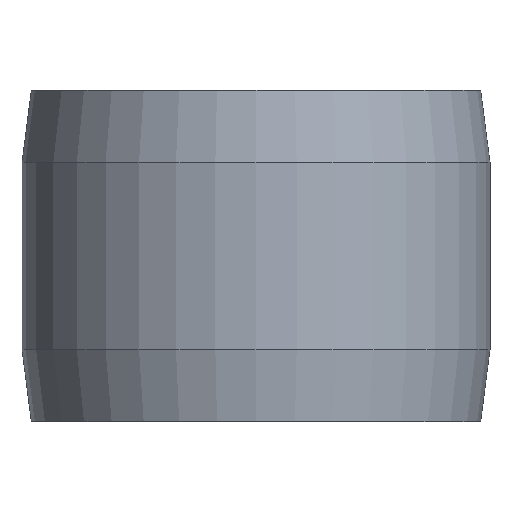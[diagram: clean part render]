
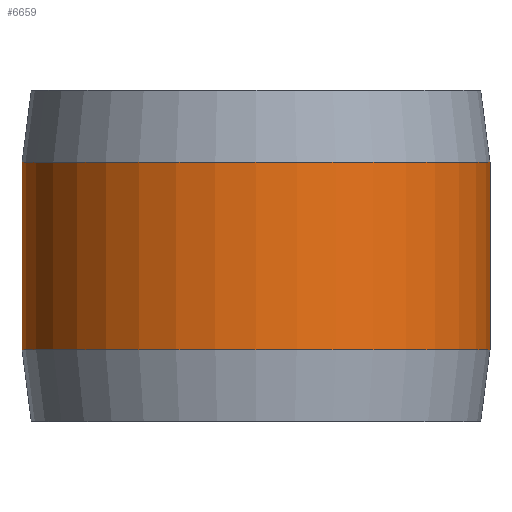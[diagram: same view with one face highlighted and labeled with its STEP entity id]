
A CAD part, left-side view. The second image highlights one B-rep face of the part: STEP entity #6659.
In plain terms, the highlighted cylindrical face has radius 32.5 mm (diameter 65 mm), a partial arc.
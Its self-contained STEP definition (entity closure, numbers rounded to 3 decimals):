
#1887=DIRECTION('',(0.,0.,1.));
#1888=VECTOR('',#1887,26.);
#1889=CARTESIAN_POINT('',(0.,32.5,-13.));
#1890=LINE('',#1889,#1888);
#1891=DIRECTION('',(0.,0.,1.));
#1892=VECTOR('',#1891,26.);
#1893=CARTESIAN_POINT('',(0.,-32.5,-13.));
#1894=LINE('',#1893,#1892);
#1895=CARTESIAN_POINT('',(0.,0.,-13.));
#1896=DIRECTION('',(0.,0.,-1.));
#1897=DIRECTION('',(0.,-1.,0.));
#1898=AXIS2_PLACEMENT_3D('',#1895,#1896,#1897);
#1915=CARTESIAN_POINT('',(0.,0.,13.));
#1916=DIRECTION('',(0.,0.,-1.));
#1917=DIRECTION('',(0.,-1.,0.));
#1918=AXIS2_PLACEMENT_3D('',#1915,#1916,#1917);
#5313=CARTESIAN_POINT('',(0.,32.5,13.));
#5314=CARTESIAN_POINT('',(0.,-32.5,13.));
#5315=VERTEX_POINT('',#5313);
#5316=VERTEX_POINT('',#5314);
#5321=CARTESIAN_POINT('',(0.,32.5,-13.));
#5322=CARTESIAN_POINT('',(0.,-32.5,-13.));
#5323=VERTEX_POINT('',#5321);
#5324=VERTEX_POINT('',#5322);
#6646=CARTESIAN_POINT('',(0.,0.,25.3));
#6647=DIRECTION('',(0.,0.,-1.));
#6648=DIRECTION('',(0.,-1.,0.));
#6649=AXIS2_PLACEMENT_3D('',#6646,#6647,#6648);
#6650=CYLINDRICAL_SURFACE('',#6649,32.5);
#6652=ORIENTED_EDGE('',*,*,#6651,.T.);
#6653=ORIENTED_EDGE('',*,*,#6641,.T.);
#6655=ORIENTED_EDGE('',*,*,#6654,.F.);
#6656=ORIENTED_EDGE('',*,*,#6637,.F.);
#6657=EDGE_LOOP('',(#6652,#6653,#6655,#6656));
#6658=FACE_OUTER_BOUND('',#6657,.F.);
#6659=ADVANCED_FACE('',(#6658),#6650,.T.);
#1899=CIRCLE('',#1898,32.5);
#1919=CIRCLE('',#1918,32.5);
#6637=EDGE_CURVE('',#5324,#5316,#1894,.T.);
#6641=EDGE_CURVE('',#5323,#5315,#1890,.T.);
#6651=EDGE_CURVE('',#5324,#5323,#1899,.T.);
#6654=EDGE_CURVE('',#5316,#5315,#1919,.T.);
